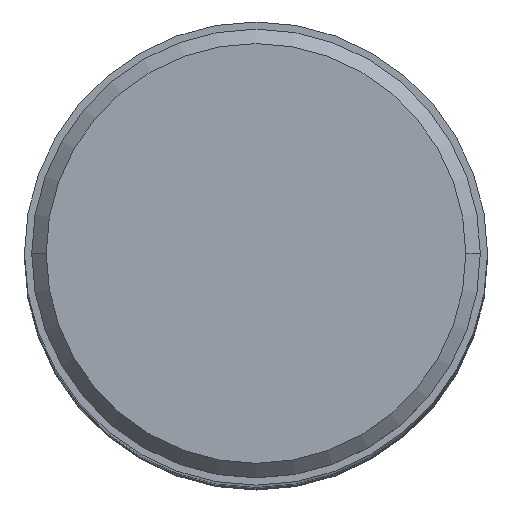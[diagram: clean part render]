
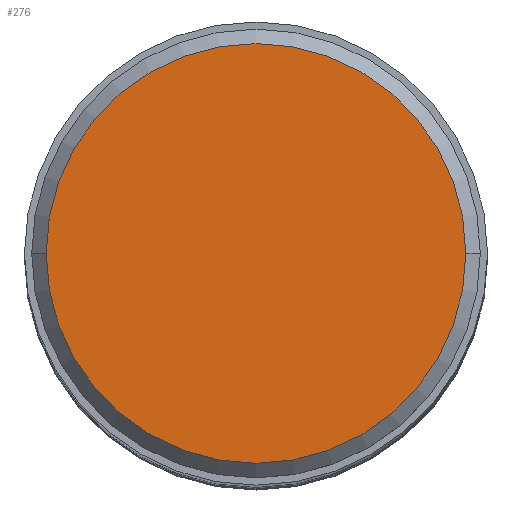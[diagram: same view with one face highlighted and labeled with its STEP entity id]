
A CAD part, top view. The second image highlights one B-rep face of the part: STEP entity #276.
In plain terms, the highlighted planar face has unit normal (0, 0, 1).
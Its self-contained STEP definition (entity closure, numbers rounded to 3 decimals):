
#40=PLANE('',#1925);
#276=ADVANCED_FACE('',(#396),#40,.F.);
#396=FACE_OUTER_BOUND('',#502,.T.);
#502=EDGE_LOOP('',(#900,#901));
#900=ORIENTED_EDGE('',*,*,#1226,.T.);
#901=ORIENTED_EDGE('',*,*,#1225,.T.);
#1022=VERTEX_POINT('',#3750);
#1023=VERTEX_POINT('',#3752);
#1225=EDGE_CURVE('',#1022,#1023,#1471,.T.);
#1226=EDGE_CURVE('',#1023,#1022,#1472,.T.);
#1471=CIRCLE('',#1922,14.5);
#1472=CIRCLE('',#1924,14.5);
#1922=AXIS2_PLACEMENT_3D('',#3753,#2383,#2384);
#1924=AXIS2_PLACEMENT_3D('',#3755,#2387,#2388);
#1925=AXIS2_PLACEMENT_3D('',#3756,#2389,#2390);
#2383=DIRECTION('',(0.,0.,1.));
#2384=DIRECTION('',(-1.,0.,0.));
#2387=DIRECTION('',(0.,0.,1.));
#2388=DIRECTION('',(1.,0.,0.));
#2389=DIRECTION('',(0.,0.,-1.));
#2390=DIRECTION('',(-1.,0.,0.));
#3750=CARTESIAN_POINT('',(-14.5,0.,0.));
#3752=CARTESIAN_POINT('',(14.5,0.,0.));
#3753=CARTESIAN_POINT('',(0.,0.,0.));
#3755=CARTESIAN_POINT('',(0.,0.,0.));
#3756=CARTESIAN_POINT('',(0.,0.,0.));
